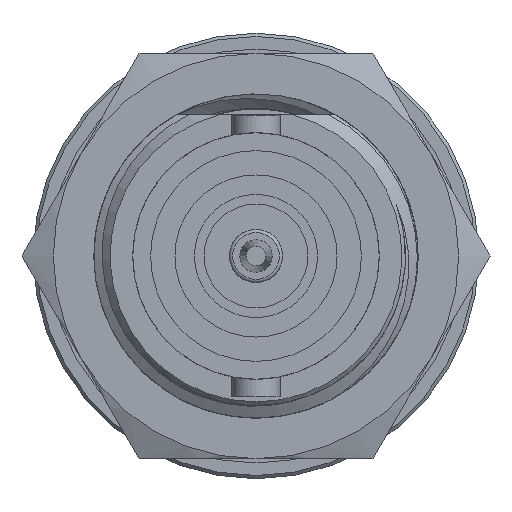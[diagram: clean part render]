
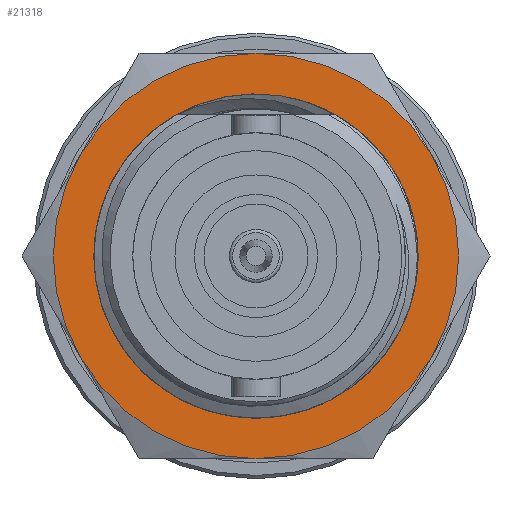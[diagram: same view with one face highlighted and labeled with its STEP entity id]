
A CAD part, left-side view. The second image highlights one B-rep face of the part: STEP entity #21318.
In plain terms, the highlighted planar face has unit normal (-1, 0, 0).
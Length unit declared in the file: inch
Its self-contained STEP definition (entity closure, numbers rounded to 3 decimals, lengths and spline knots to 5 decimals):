
#112 = CARTESIAN_POINT ( 'NONE',  ( 0.486, -0.20003, 0.14996 ) ) ;
#397 = DIRECTION ( 'NONE',  ( 0., -1., 0. ) ) ;
#648 = ORIENTED_EDGE ( 'NONE', *, *, #14787, .T. ) ;
#1105 = CARTESIAN_POINT ( 'NONE',  ( 0.486, 0., 0. ) ) ;
#1150 = AXIS2_PLACEMENT_3D ( 'NONE', #21418, #14643, #5735 ) ;
#1186 = DIRECTION ( 'NONE',  ( -1., 0., 0. ) ) ;
#1976 = CARTESIAN_POINT ( 'NONE',  ( 0.486, -0.27063, 0.15625 ) ) ;
#2504 = ORIENTED_EDGE ( 'NONE', *, *, #19029, .T. ) ;
#2644 = EDGE_LOOP ( 'NONE', ( #7122, #2504, #19751, #648, #5423, #8030 ) ) ;
#3289 = AXIS2_PLACEMENT_3D ( 'NONE', #3587, #12165, #20627 ) ;
#3587 = CARTESIAN_POINT ( 'NONE',  ( 0.486, 0., 0. ) ) ;
#3676 = FACE_OUTER_BOUND ( 'NONE', #2644, .T. ) ;
#4224 = EDGE_CURVE ( 'NONE', #21382, #6780, #5530, .T. ) ;
#4358 = CIRCLE ( 'NONE', #15522, 0.25 ) ;
#4719 = DIRECTION ( 'NONE',  ( 0., -1., 0. ) ) ;
#4743 = CIRCLE ( 'NONE', #9072, 0.3125 ) ;
#5148 = DIRECTION ( 'NONE',  ( 1., 0., 0. ) ) ;
#5167 = VERTEX_POINT ( 'NONE', #14771 ) ;
#5423 = ORIENTED_EDGE ( 'NONE', *, *, #20352, .T. ) ;
#5530 = CIRCLE ( 'NONE', #21027, 0.3125 ) ;
#5735 = DIRECTION ( 'NONE',  ( 0., -1., 0. ) ) ;
#5780 = CARTESIAN_POINT ( 'NONE',  ( 0.486, 0., 0. ) ) ;
#6420 = DIRECTION ( 'NONE',  ( -1., 0., 0. ) ) ;
#6719 = CARTESIAN_POINT ( 'NONE',  ( 0.486, 0., 0. ) ) ;
#6756 = ORIENTED_EDGE ( 'NONE', *, *, #13139, .T. ) ;
#6780 = VERTEX_POINT ( 'NONE', #19657 ) ;
#7122 = ORIENTED_EDGE ( 'NONE', *, *, #16730, .T. ) ;
#7335 = CARTESIAN_POINT ( 'NONE',  ( 0.486, 0.27063, 0.15625 ) ) ;
#7475 = DIRECTION ( 'NONE',  ( 1., 0., 0. ) ) ;
#7527 = CARTESIAN_POINT ( 'NONE',  ( 0.486, 0., 0. ) ) ;
#7788 = VERTEX_POINT ( 'NONE', #11166 ) ;
#7846 = DIRECTION ( 'NONE',  ( 1., 0., 0. ) ) ;
#7980 = VERTEX_POINT ( 'NONE', #112 ) ;
#8030 = ORIENTED_EDGE ( 'NONE', *, *, #4224, .F. ) ;
#8184 = DIRECTION ( 'NONE',  ( 0., -1., 0. ) ) ;
#8320 = AXIS2_PLACEMENT_3D ( 'NONE', #7527, #21406, #11357 ) ;
#8806 = CARTESIAN_POINT ( 'NONE',  ( 0.486, 0., 0. ) ) ;
#9072 = AXIS2_PLACEMENT_3D ( 'NONE', #1105, #6420, #4719 ) ;
#9810 = AXIS2_PLACEMENT_3D ( 'NONE', #6719, #1186, #8184 ) ;
#10461 = PLANE ( 'NONE',  #22067 ) ;
#10537 = CIRCLE ( 'NONE', #20259, 0.25 ) ;
#10683 = CARTESIAN_POINT ( 'NONE',  ( 0.486, 0., 0. ) ) ;
#10722 = DIRECTION ( 'NONE',  ( 1., 0., 0. ) ) ;
#11166 = CARTESIAN_POINT ( 'NONE',  ( 0.486, 0.27063, -0.15625 ) ) ;
#11357 = DIRECTION ( 'NONE',  ( 0., -1., 0. ) ) ;
#12165 = DIRECTION ( 'NONE',  ( -1., 0., 0. ) ) ;
#12553 = EDGE_LOOP ( 'NONE', ( #15279, #6756 ) ) ;
#13015 = CIRCLE ( 'NONE', #8320, 0.3125 ) ;
#13139 = EDGE_CURVE ( 'NONE', #18517, #7980, #4358, .T. ) ;
#13502 = EDGE_CURVE ( 'NONE', #5167, #22091, #13015, .T. ) ;
#14129 = DIRECTION ( 'NONE',  ( 0., -1., 0. ) ) ;
#14643 = DIRECTION ( 'NONE',  ( -1., 0., 0. ) ) ;
#14771 = CARTESIAN_POINT ( 'NONE',  ( 0.486, 0., 0.3125 ) ) ;
#14787 = EDGE_CURVE ( 'NONE', #22091, #7788, #21653, .T. ) ;
#15279 = ORIENTED_EDGE ( 'NONE', *, *, #19791, .T. ) ;
#15336 = VERTEX_POINT ( 'NONE', #1976 ) ;
#15522 = AXIS2_PLACEMENT_3D ( 'NONE', #8806, #10722, #15567 ) ;
#15567 = DIRECTION ( 'NONE',  ( 0., -1., 0. ) ) ;
#16199 = CARTESIAN_POINT ( 'NONE',  ( 0.486, 0., 0. ) ) ;
#16641 = DIRECTION ( 'NONE',  ( 0., -1., 0. ) ) ;
#16730 = EDGE_CURVE ( 'NONE', #21382, #15336, #4743, .T. ) ;
#17227 = CARTESIAN_POINT ( 'NONE',  ( 0.486, -0.27063, -0.15625 ) ) ;
#18517 = VERTEX_POINT ( 'NONE', #18922 ) ;
#18819 = CIRCLE ( 'NONE', #9810, 0.3125 ) ;
#18922 = CARTESIAN_POINT ( 'NONE',  ( 0.486, -0.03541, 0.24748 ) ) ;
#19029 = EDGE_CURVE ( 'NONE', #15336, #5167, #18819, .T. ) ;
#19657 = CARTESIAN_POINT ( 'NONE',  ( 0.486, 0., -0.3125 ) ) ;
#19751 = ORIENTED_EDGE ( 'NONE', *, *, #13502, .T. ) ;
#19791 = EDGE_CURVE ( 'NONE', #7980, #18517, #10537, .T. ) ;
#20259 = AXIS2_PLACEMENT_3D ( 'NONE', #16199, #7846, #16641 ) ;
#20352 = EDGE_CURVE ( 'NONE', #7788, #6780, #22051, .T. ) ;
#20627 = DIRECTION ( 'NONE',  ( 0., -1., 0. ) ) ;
#20940 = FACE_BOUND ( 'NONE', #12553, .T. ) ;
#21027 = AXIS2_PLACEMENT_3D ( 'NONE', #5780, #7475, #14129 ) ;
#21318 = ADVANCED_FACE ( 'NONE', ( #20940, #3676 ), #10461, .F. ) ;
#21382 = VERTEX_POINT ( 'NONE', #17227 ) ;
#21406 = DIRECTION ( 'NONE',  ( -1., 0., 0. ) ) ;
#21418 = CARTESIAN_POINT ( 'NONE',  ( 0.486, 0., 0. ) ) ;
#21653 = CIRCLE ( 'NONE', #3289, 0.3125 ) ;
#22051 = CIRCLE ( 'NONE', #1150, 0.3125 ) ;
#22067 = AXIS2_PLACEMENT_3D ( 'NONE', #10683, #5148, #397 ) ;
#22091 = VERTEX_POINT ( 'NONE', #7335 ) ;
